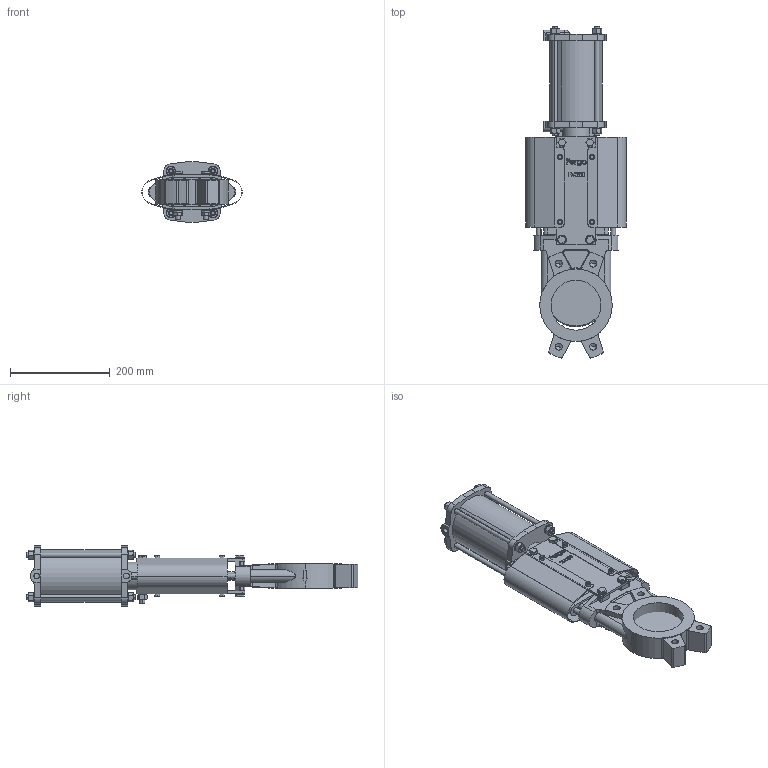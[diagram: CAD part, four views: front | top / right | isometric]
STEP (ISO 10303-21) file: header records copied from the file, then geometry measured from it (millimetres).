
FILE_DESCRIPTION (( 'STEP AP214' ), '1' );
FILE_NAME ('FM200-Plattenschieber-Stoffschieber-DN100-PN10-Doppeltwirkend-Pneumatischer-Antrieb-Fergo.STEP', '2022-09-26T09:33:36', ( '' ), ( '' ), 'SwSTEP 2.0', 'SolidWorks 2022', '' );
FILE_SCHEMA (( 'AUTOMOTIVE_DESIGN' ));
Length unit declared in the file: millimetre
Products named in the file (1): FM200-Plattenschieber-Stoffschieber-DN100-PN10-Doppeltwirkend-Pneumatischer-Antrieb-Fergo
Bounding box: 200.99 x 664.69 x 120.5 mm (x, y, z)
Volume: 2712086.7 mm3; surface area: 782425.5 mm2
Topology: 73 solids, 73 shells, 1858 faces, 4573 edges, 2921 vertices
Faces by surface type: plane 704, cylinder 678, cone 233, bspline 162, torus 81
Entity records: 79618 total; most frequent: CARTESIAN_POINT 31021, ORIENTED_EDGE 9082, DIRECTION 8168, EDGE_CURVE 4541, AXIS2_PLACEMENT_3D 3006, VERTEX_POINT 2921, LINE 2156, VECTOR 2156
